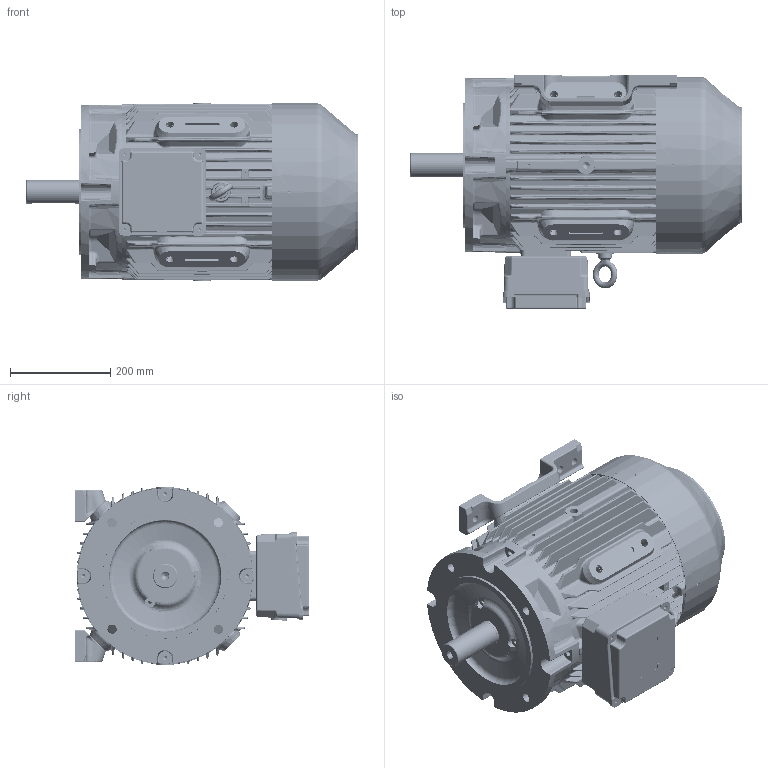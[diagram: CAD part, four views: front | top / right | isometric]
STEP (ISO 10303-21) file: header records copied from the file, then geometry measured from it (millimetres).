
FILE_DESCRIPTION( ( 'Unknown' ), '1' );
FILE_NAME( 'WP-DF180 B35.stp', 'Unknown', ( 'Unknown' ), ( 'Unknown' ), 'PSStep 17.0.49', 'Unknown', ' ' );
FILE_SCHEMA( ( 'AUTOMOTIVE_DESIGN { 1 0 10303 214 1 1 1 1 }' ) );
Length unit declared in the file: millimetre
Products named in the file (2): 1; y30yh002
Bounding box: 662.75 x 466.9 x 354 mm (x, y, z)
Volume: 12781082.4 mm3; surface area: 2827291.6 mm2
Topology: 2 solids, 10 shells, 6893 faces, 17971 edges, 11085 vertices
Faces by surface type: cylinder 2238, plane 1992, bspline 1747, cone 384, torus 352, sphere 180
Full cylindrical faces by diameter (mm): 2.459 x2, 3.2 x2, 4 x7, 4.5 x4, 5 x2, 5.188 x9, 6 x9, 6.5 x4, 6.8 x1, 6.985 x2, 7 x22, 8 x9, 10 x8, 11 x8, 13.5 x1, 13.835 x2, 14 x11, 15 x6, 16 x12, 17 x4, 18.5 x4, 20 x3, 26.5 x1, 32 x2, 33 x2, 39 x1, 40 x1, 40.26 x1, 48 x1, 49 x1
Entity records: 478182 total; most frequent: CARTESIAN_POINT 264574, ORIENTED_EDGE 34862, DIRECTION 30900, EDGE_CURVE 17431, AXIS2_PLACEMENT_3D 11983, VERTEX_POINT 10956, EDGE_LOOP 7907, FACE_OUTER_BOUND 7080
